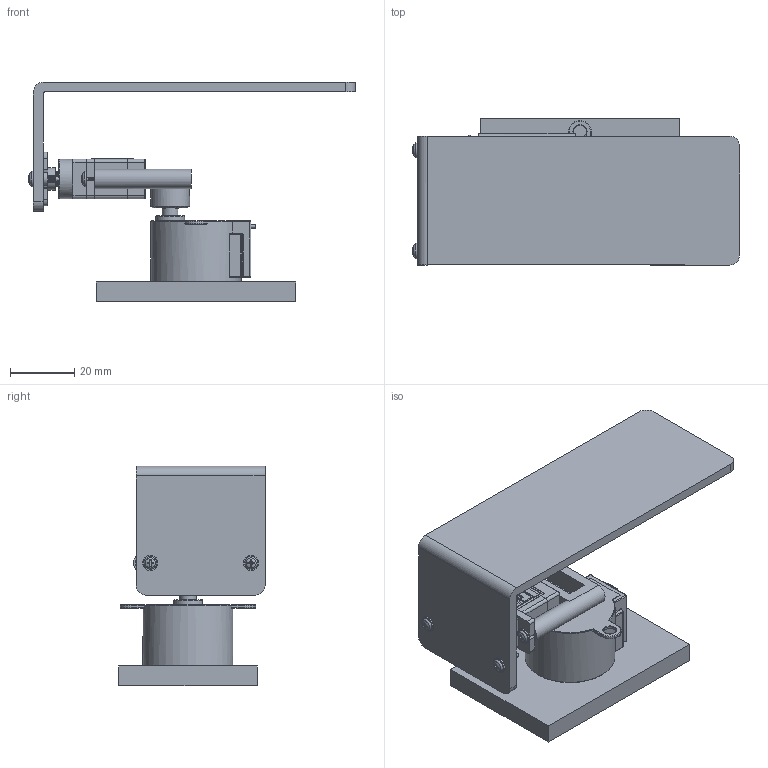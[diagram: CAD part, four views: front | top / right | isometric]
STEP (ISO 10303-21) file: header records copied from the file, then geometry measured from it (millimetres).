
FILE_DESCRIPTION(/* description */ (''),/* implementation_level */ '2;1');
FILE_NAME(/* name */ 'SOLAR-TRACKER v8.step',/* time_stamp */ '2022-03-10T22:12:29+01:00',/* author */ (''),/* organization */ (''),/* preprocessor_version */ 'ST-DEVELOPER v18.1',/* originating_system */ 'Autodesk Translation Framework v10.13.0.1454',/* authorisation */ '');
FILE_SCHEMA (('AUTOMOTIVE_DESIGN { 1 0 10303 214 3 1 1 }'));
Products named in the file (30): SOLAR-TRACKER; SG90 - Micro Servo 9g - Tower Pro; SG90 - Micro Servo 9g - Tower Pro_2; SG90 - Micro Servo 9g - Tower Pro_3; SG90 - Micro Servo 9g - Tower Pro_6; SG90 - Micro Servo 9g - Tower Pro_7; SG90 - Micro Servo 9g - Tower Pro_8; SG90 - Micro Servo 9g - Tower Pro_9; SG90 - Micro Servo 9g - Tower Pro_10; SG90 - Micro Servo 9g - Tower Pro_11; SG90 - Micro Servo 9g - Tower Pro_12; SG90 - Micro Servo 9g - Tower Pro_13; SG90 - Micro Servo 9g - Tower Pro_14; SG90 - Micro Servo 9g - Tower Pro_15; SG90 - Micro Servo 9g - Tower Pro_16; SG90 - Micro Servo 9g - Tower Pro_17; SG90 - Micro Servo 9g - Tower Pro_18; Stepper_28BYJ-48; Body; Axe; Plastic_Cap; Wires; Wires_2; Wires_3; Wires_4; Wires_5; PEZZO1; SG90 - Micro Servo 9g - Tower Pro.5; Componente31; PEZZO2
Assembly tree (32 placements, depth 3):
  SOLAR-TRACKER
    SG90 - Micro Servo 9g - Tower Pro
      SG90 - Micro Servo 9g - Tower Pro.5  x2
      SG90 - Micro Servo 9g - Tower Pro_2
      SG90 - Micro Servo 9g - Tower Pro_3
      SG90 - Micro Servo 9g - Tower Pro_6
      SG90 - Micro Servo 9g - Tower Pro_7
      SG90 - Micro Servo 9g - Tower Pro_8
      SG90 - Micro Servo 9g - Tower Pro_9
      SG90 - Micro Servo 9g - Tower Pro_10
      SG90 - Micro Servo 9g - Tower Pro_11
      SG90 - Micro Servo 9g - Tower Pro_12
      SG90 - Micro Servo 9g - Tower Pro_13
      SG90 - Micro Servo 9g - Tower Pro_14
      SG90 - Micro Servo 9g - Tower Pro_15
      SG90 - Micro Servo 9g - Tower Pro_16
      SG90 - Micro Servo 9g - Tower Pro_17
      SG90 - Micro Servo 9g - Tower Pro_18
    Stepper_28BYJ-48
      Body
      Axe
      Plastic_Cap
      Wires
      Wires_2
      Wires_3
      Wires_4
      Wires_5
    PEZZO1
    SG90 - Micro Servo 9g - Tower Pro.5  x2
    Componente31
    PEZZO2
Bounding box: 101.59 x 45.48 x 68.11 mm (x, y, z)
Volume: 55775.4 mm3; surface area: 32037.3 mm2
Topology: 30 solids, 30 shells, 1401 faces, 4316 edges, 3093 vertices
Faces by surface type: plane 735, cylinder 351, cone 182, bspline 67, torus 54, sphere 12
Full cylindrical faces by diameter (mm): 0.2 x1, 0.5 x1, 1 x8, 1.2 x17, 1.6 x2, 1.8 x4, 2 x77, 2.1 x1, 3.1 x1, 4 x2, 4.6 x1, 4.8 x4, 5 x2, 6 x2, 6.9 x1, 9 x1, 12 x1, 28 x1
Entity records: 61784 total; most frequent: CARTESIAN_POINT 27973, ORIENTED_EDGE 7388, DIRECTION 6271, EDGE_CURVE 3694, VERTEX_POINT 2682, AXIS2_PLACEMENT_3D 2109, LINE 2053, VECTOR 2053
